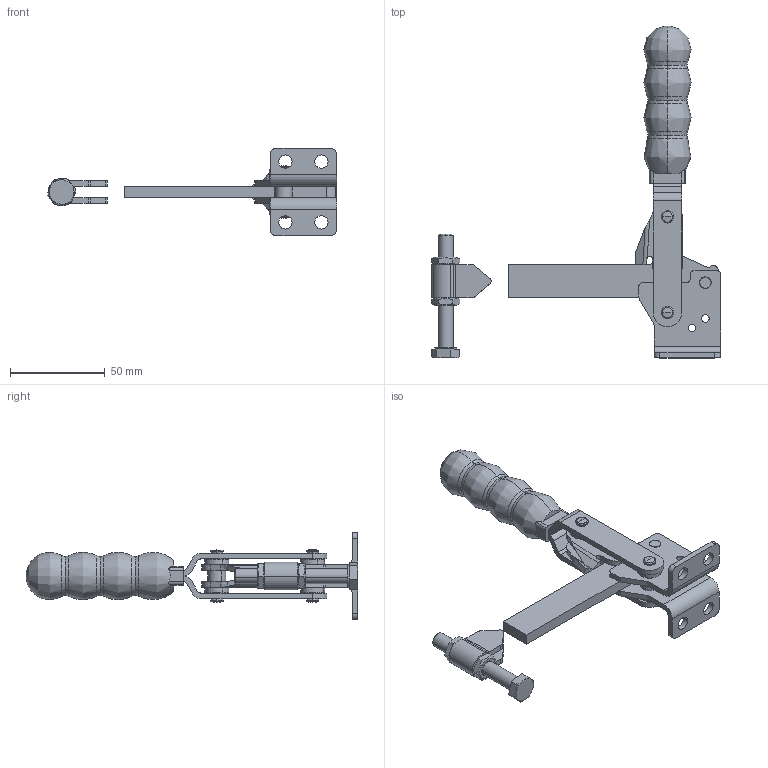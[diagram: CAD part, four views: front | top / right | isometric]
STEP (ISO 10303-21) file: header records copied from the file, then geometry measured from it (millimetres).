
FILE_DESCRIPTION((''),'2;1');
FILE_NAME('MG85B.stp','2009-11-06T11:21:01',('David'),(''),'Autodesk Inventor 8','Autodesk Inventor 8','');
FILE_SCHEMA(('AUTOMOTIVE_DESIGN { 1 0 10303 214 1 1 1 1 }'));
Length unit declared in the file: millimetre
Products named in the file (7): MG85B; MG85 B SIDEPLATE ASSEMBLY; MG85 HANDLE ASSEMBLY; MG85 LINK ASSEMBLY; MG85 BAR ASSEMBLY; MG85 SPINDLE HOLDER ASSEMBLY; ISO 4017  (Regular Thread) M8 x 60
Assembly tree (6 placements, depth 2):
  MG85B
    MG85 B SIDEPLATE ASSEMBLY
    MG85 HANDLE ASSEMBLY
    MG85 LINK ASSEMBLY
    MG85 BAR ASSEMBLY
    MG85 SPINDLE HOLDER ASSEMBLY
    ISO 4017  (Regular Thread) M8 x 60
Bounding box: 152.51 x 175.13 x 46 mm (x, y, z)
Volume: 78798.8 mm3; surface area: 39902.9 mm2
Topology: 6 solids, 6 shells, 416 faces, 1160 edges, 767 vertices
Faces by surface type: plane 169, cylinder 93, bspline 88, cone 46, torus 16, sphere 4
Entity records: 15953 total; most frequent: CARTESIAN_POINT 5030, DIRECTION 2304, ORIENTED_EDGE 2300, EDGE_CURVE 1150, AXIS2_PLACEMENT_3D 885, VERTEX_POINT 767, CIRCLE 540, VECTOR 534
